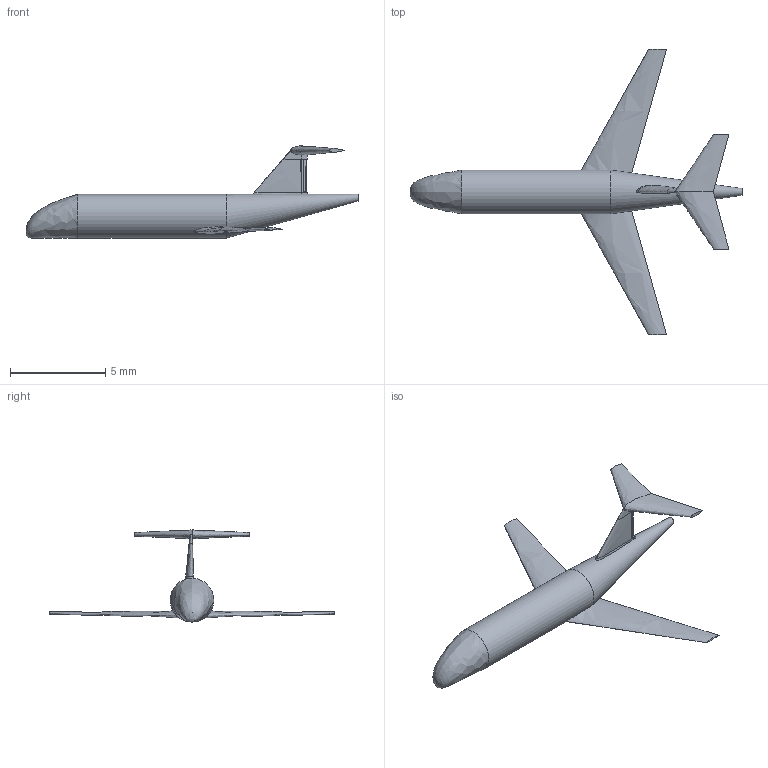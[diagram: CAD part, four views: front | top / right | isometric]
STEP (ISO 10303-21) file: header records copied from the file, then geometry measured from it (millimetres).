
FILE_DESCRIPTION(('Open CASCADE Model'),'2;1');
FILE_NAME('Open CASCADE Shape Model','2017-05-02T15:34:54',('Author'),( 'Open CASCADE'),'Open CASCADE STEP processor 6.5','Open CASCADE 6.5' ,'Unknown');
FILE_SCHEMA(('AUTOMOTIVE_DESIGN_CC2 { 1 2 10303 214 -1 1 5 4 }'));
Length unit declared in the file: millimetre
Products named in the file (7): translate_v_tail_fixed; rotated_v_tail_rudder; translate_h_tail_wing; fuse_fuselage; wet_wings_left; wet_wings_right
Bounding box: 17.42 x 15 x 4.84 mm (x, y, z)
Volume: 55.9 mm3; surface area: 184.7 mm2
Topology: 5 solids, 8 shells, 41 faces, 75 edges, 46 vertices
Faces by surface type: bspline 24, plane 14, cylinder 3
Full cylindrical faces by diameter (mm): 2.3 x1
Entity records: 17800 total; most frequent: CARTESIAN_POINT 16507, B_SPLINE_CURVE_WITH_KNOTS 139, ORIENTED_EDGE 130, PCURVE 130, DEFINITIONAL_REPRESENTATION 130, DIRECTION 105, EDGE_CURVE 74, SURFACE_CURVE 67
